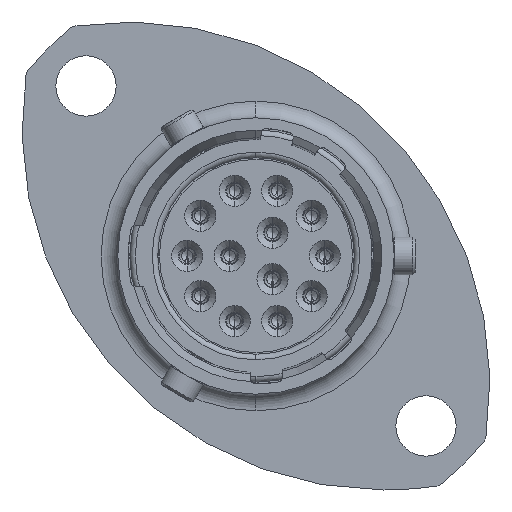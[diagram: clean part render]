
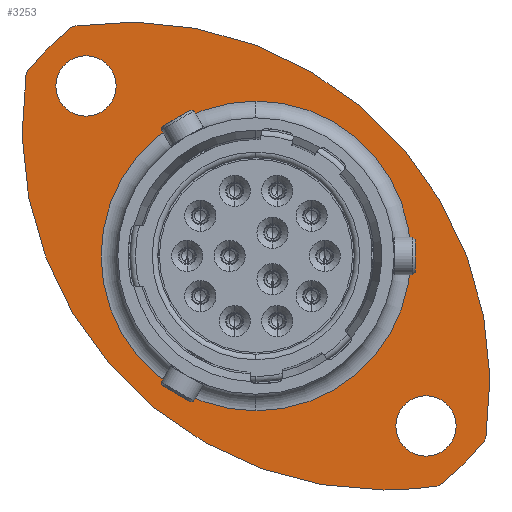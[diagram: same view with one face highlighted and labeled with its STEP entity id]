
A CAD part, left-side view. The second image highlights one B-rep face of the part: STEP entity #3253.
In plain terms, the highlighted planar face has unit normal (-1, 0, 0).
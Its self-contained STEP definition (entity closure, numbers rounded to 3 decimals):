
#196 = VERTEX_POINT ( 'NONE', #54960 ) ;
#213 = VERTEX_POINT ( 'NONE', #54992 ) ;
#216 = VERTEX_POINT ( 'NONE', #54997 ) ;
#3253 = ADVANCED_FACE ( 'NONE', ( #50363, #50367, #50371, #50375 ), #50361, .F. ) ;
#4179 = EDGE_CURVE ( 'NONE', #196, #216, #30606, .T. ) ;
#4180 = EDGE_CURVE ( 'NONE', #213, #196, #30609, .T. ) ;
#4181 = EDGE_CURVE ( 'NONE', #44138, #213, #30612, .T. ) ;
#4182 = EDGE_CURVE ( 'NONE', #216, #44133, #30614, .T. ) ;
#4183 = EDGE_CURVE ( 'NONE', #44104, #44115, #30616, .T. ) ;
#4184 = EDGE_CURVE ( 'NONE', #44054, #44052, #30618, .T. ) ;
#4185 = EDGE_CURVE ( 'NONE', #44095, #44099, #30620, .T. ) ;
#4354 = EDGE_CURVE ( 'NONE', #44052, #44054, #30845, .T. ) ;
#4358 = EDGE_CURVE ( 'NONE', #44115, #44104, #30851, .T. ) ;
#4362 = EDGE_CURVE ( 'NONE', #44133, #44138, #30849, .T. ) ;
#4401 = EDGE_CURVE ( 'NONE', #44099, #44095, #30902, .T. ) ;
#10005 = AXIS2_PLACEMENT_3D ( 'NONE', #50401, #50403, #50405 ) ;
#19319 = CARTESIAN_POINT ( 'NONE',  ( 13.794, 4.766, -2.085 ) ) ;
#19320 = DIRECTION ( 'NONE',  ( -1., 0., 0. ) ) ;
#19321 = DIRECTION ( 'NONE',  ( 0., 0., 1. ) ) ;
#19322 = CARTESIAN_POINT ( 'NONE',  ( 13.794, 11.66, -8.979 ) ) ;
#19323 = DIRECTION ( 'NONE',  ( -1., 0., 0. ) ) ;
#19324 = DIRECTION ( 'NONE',  ( 0., 0., -1. ) ) ;
#19325 = CARTESIAN_POINT ( 'NONE',  ( 13.794, 4.766, -2.085 ) ) ;
#19326 = DIRECTION ( 'NONE',  ( -1., 0., 0. ) ) ;
#19327 = DIRECTION ( 'NONE',  ( 0., 0., 1. ) ) ;
#19328 = CARTESIAN_POINT ( 'NONE',  ( 13.794, -2.128, 4.81 ) ) ;
#19329 = DIRECTION ( 'NONE',  ( -1., 0., 0. ) ) ;
#19330 = DIRECTION ( 'NONE',  ( 0., 0., -1. ) ) ;
#19332 = CARTESIAN_POINT ( 'NONE',  ( 13.794, -4.391, -11.242 ) ) ;
#19333 = DIRECTION ( 'NONE',  ( -1., 0., 0. ) ) ;
#19334 = DIRECTION ( 'NONE',  ( 0., 0., -1. ) ) ;
#19335 = CARTESIAN_POINT ( 'NONE',  ( 13.794, 13.923, 7.072 ) ) ;
#19336 = DIRECTION ( 'NONE',  ( -1., 0., 0. ) ) ;
#19337 = DIRECTION ( 'NONE',  ( 0., 0., -1. ) ) ;
#19339 = CARTESIAN_POINT ( 'NONE',  ( 13.794, 4.766, -2.085 ) ) ;
#19340 = DIRECTION ( 'NONE',  ( 1., 0., 0. ) ) ;
#19341 = DIRECTION ( 'NONE',  ( 0., 0., -1. ) ) ;
#20210 = CARTESIAN_POINT ( 'NONE',  ( 13.794, 13.923, 7.072 ) ) ;
#20211 = DIRECTION ( 'NONE',  ( -1., 0., 0. ) ) ;
#20213 = DIRECTION ( 'NONE',  ( 0., 0., -1. ) ) ;
#20234 = CARTESIAN_POINT ( 'NONE',  ( 13.794, -4.391, -11.242 ) ) ;
#20236 = DIRECTION ( 'NONE',  ( -1., 0., 0. ) ) ;
#20238 = DIRECTION ( 'NONE',  ( 0., 0., -1. ) ) ;
#20257 = CARTESIAN_POINT ( 'NONE',  ( 13.794, -2.128, 4.81 ) ) ;
#20258 = DIRECTION ( 'NONE',  ( -1., 0., 0. ) ) ;
#20259 = DIRECTION ( 'NONE',  ( 0., 0., -1. ) ) ;
#20629 = CARTESIAN_POINT ( 'NONE',  ( 13.794, 4.766, -2.085 ) ) ;
#20631 = DIRECTION ( 'NONE',  ( 1., 0., 0. ) ) ;
#20633 = DIRECTION ( 'NONE',  ( 0., 0., -1. ) ) ;
#30606 = CIRCLE ( 'NONE', #30611, 15.825 ) ;
#30609 = CIRCLE ( 'NONE', #30613, 19.5 ) ;
#30611 = AXIS2_PLACEMENT_3D ( 'NONE', #19319, #19320, #19321 ) ;
#30612 = CIRCLE ( 'NONE', #30615, 15.825 ) ;
#30613 = AXIS2_PLACEMENT_3D ( 'NONE', #19322, #19323, #19324 ) ;
#30614 = CIRCLE ( 'NONE', #30617, 19.5 ) ;
#30615 = AXIS2_PLACEMENT_3D ( 'NONE', #19325, #19326, #19327 ) ;
#30616 = CIRCLE ( 'NONE', #30619, 1.625 ) ;
#30617 = AXIS2_PLACEMENT_3D ( 'NONE', #19328, #19329, #19330 ) ;
#30618 = CIRCLE ( 'NONE', #30621, 1.625 ) ;
#30619 = AXIS2_PLACEMENT_3D ( 'NONE', #19332, #19333, #19334 ) ;
#30620 = CIRCLE ( 'NONE', #30623, 8.345 ) ;
#30621 = AXIS2_PLACEMENT_3D ( 'NONE', #19335, #19336, #19337 ) ;
#30623 = AXIS2_PLACEMENT_3D ( 'NONE', #19339, #19340, #19341 ) ;
#30845 = CIRCLE ( 'NONE', #30847, 1.625 ) ;
#30847 = AXIS2_PLACEMENT_3D ( 'NONE', #20210, #20211, #20213 ) ;
#30849 = CIRCLE ( 'NONE', #30859, 19.5 ) ;
#30851 = CIRCLE ( 'NONE', #30853, 1.625 ) ;
#30853 = AXIS2_PLACEMENT_3D ( 'NONE', #20234, #20236, #20238 ) ;
#30859 = AXIS2_PLACEMENT_3D ( 'NONE', #20257, #20258, #20259 ) ;
#30902 = CIRCLE ( 'NONE', #30907, 8.345 ) ;
#30907 = AXIS2_PLACEMENT_3D ( 'NONE', #20629, #20631, #20633 ) ;
#41932 = ORIENTED_EDGE ( 'NONE', *, *, #4185, .T. ) ;
#41934 = ORIENTED_EDGE ( 'NONE', *, *, #4401, .T. ) ;
#41936 = ORIENTED_EDGE ( 'NONE', *, *, #4354, .F. ) ;
#41938 = ORIENTED_EDGE ( 'NONE', *, *, #4184, .F. ) ;
#41940 = ORIENTED_EDGE ( 'NONE', *, *, #4358, .F. ) ;
#41942 = ORIENTED_EDGE ( 'NONE', *, *, #4183, .F. ) ;
#41944 = ORIENTED_EDGE ( 'NONE', *, *, #4182, .T. ) ;
#41946 = ORIENTED_EDGE ( 'NONE', *, *, #4362, .T. ) ;
#41948 = ORIENTED_EDGE ( 'NONE', *, *, #4181, .T. ) ;
#41950 = ORIENTED_EDGE ( 'NONE', *, *, #4180, .T. ) ;
#41952 = ORIENTED_EDGE ( 'NONE', *, *, #4179, .T. ) ;
#44052 = VERTEX_POINT ( 'NONE', #49188 ) ;
#44054 = VERTEX_POINT ( 'NONE', #49190 ) ;
#44095 = VERTEX_POINT ( 'NONE', #49218 ) ;
#44099 = VERTEX_POINT ( 'NONE', #49222 ) ;
#44104 = VERTEX_POINT ( 'NONE', #49226 ) ;
#44115 = VERTEX_POINT ( 'NONE', #49236 ) ;
#44133 = VERTEX_POINT ( 'NONE', #49251 ) ;
#44138 = VERTEX_POINT ( 'NONE', #49258 ) ;
#49188 = CARTESIAN_POINT ( 'NONE',  ( 13.794, 13.923, 5.447 ) ) ;
#49190 = CARTESIAN_POINT ( 'NONE',  ( 13.794, 13.923, 8.697 ) ) ;
#49218 = CARTESIAN_POINT ( 'NONE',  ( 13.794, 4.766, -10.43 ) ) ;
#49222 = CARTESIAN_POINT ( 'NONE',  ( 13.794, 4.766, 6.26 ) ) ;
#49226 = CARTESIAN_POINT ( 'NONE',  ( 13.794, -4.391, -9.617 ) ) ;
#49236 = CARTESIAN_POINT ( 'NONE',  ( 13.794, -4.391, -12.867 ) ) ;
#49251 = CARTESIAN_POINT ( 'NONE',  ( 13.794, -2.128, -14.69 ) ) ;
#49258 = CARTESIAN_POINT ( 'NONE',  ( 13.794, -5.092, -14.464 ) ) ;
#50361 = PLANE ( 'NONE',  #10005 ) ;
#50363 = FACE_BOUND ( 'NONE', #52590, .T. ) ;
#50367 = FACE_BOUND ( 'NONE', #52648, .T. ) ;
#50371 = FACE_BOUND ( 'NONE', #52646, .T. ) ;
#50375 = FACE_OUTER_BOUND ( 'NONE', #52649, .T. ) ;
#50401 = CARTESIAN_POINT ( 'NONE',  ( 13.794, 12.211, -2.085 ) ) ;
#50403 = DIRECTION ( 'NONE',  ( 1., 0., 0. ) ) ;
#50405 = DIRECTION ( 'NONE',  ( 0., 0., -1. ) ) ;
#52590 = EDGE_LOOP ( 'NONE', ( #41932, #41934 ) ) ;
#52646 = EDGE_LOOP ( 'NONE', ( #41940, #41942 ) ) ;
#52648 = EDGE_LOOP ( 'NONE', ( #41936, #41938 ) ) ;
#52649 = EDGE_LOOP ( 'NONE', ( #41944, #41946, #41948, #41950, #41952 ) ) ;
#54960 = CARTESIAN_POINT ( 'NONE',  ( 13.794, 14.624, 10.294 ) ) ;
#54992 = CARTESIAN_POINT ( 'NONE',  ( 13.794, -7.613, -11.943 ) ) ;
#54997 = CARTESIAN_POINT ( 'NONE',  ( 13.794, 17.145, 7.774 ) ) ;
